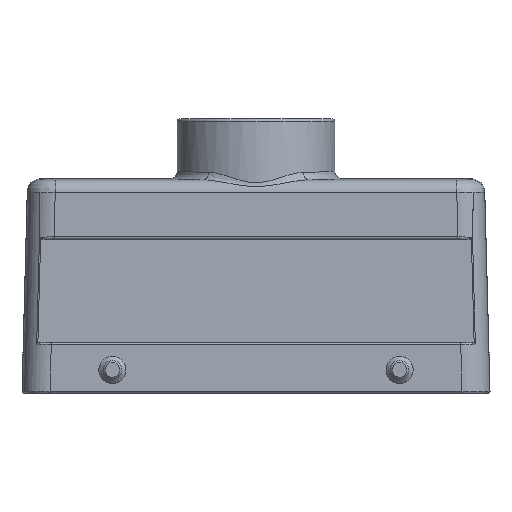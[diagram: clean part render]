
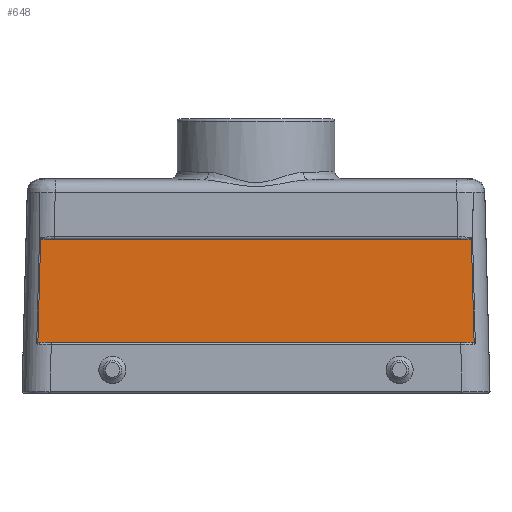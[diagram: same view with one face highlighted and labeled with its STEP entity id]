
A CAD part, front view. The second image highlights one B-rep face of the part: STEP entity #648.
In plain terms, the highlighted planar face has unit normal (0, -1, 0.012).
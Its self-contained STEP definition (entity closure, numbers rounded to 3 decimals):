
#449=FACE_OUTER_BOUND('',#1110,.T.);
#648=ADVANCED_FACE('',(#449),#826,.F.);
#826=PLANE('',#3805);
#1110=EDGE_LOOP('',(#1801,#1802,#1803,#1804,#1805,#1806,#1807,#1808,#1809,
#1810,#1811,#1812));
#1329=B_SPLINE_CURVE_WITH_KNOTS('',3,(#5828,#5829,#5830,#5831,#5832,#5833,
#5834,#5835,#5836,#5837),.UNSPECIFIED.,.F.,.F.,(4,3,3,4),(0.,0.481,
0.914,1.),.UNSPECIFIED.);
#1337=B_SPLINE_CURVE_WITH_KNOTS('',3,(#6115,#6116,#6117,#6118,#6119,#6120,
#6121,#6122,#6123,#6124),.UNSPECIFIED.,.F.,.F.,(4,3,3,4),(0.,0.51,
0.829,1.),.UNSPECIFIED.);
#1342=B_SPLINE_CURVE_WITH_KNOTS('',3,(#6282,#6283,#6284,#6285,#6286,#6287,
#6288),.UNSPECIFIED.,.F.,.F.,(4,3,4),(0.,0.68,1.),
 .UNSPECIFIED.);
#1343=B_SPLINE_CURVE_WITH_KNOTS('',3,(#6359,#6360,#6361,#6362,#6363,#6364,
#6365),.UNSPECIFIED.,.F.,.F.,(4,3,4),(0.,0.622,1.),
 .UNSPECIFIED.);
#1347=B_SPLINE_CURVE_WITH_KNOTS('',3,(#6471,#6472,#6473,#6474,#6475,#6476,
#6477),.UNSPECIFIED.,.F.,.F.,(4,3,4),(0.,0.68,1.),
 .UNSPECIFIED.);
#1348=B_SPLINE_CURVE_WITH_KNOTS('',3,(#6479,#6480,#6481,#6482,#6483,#6484,
#6485,#6486,#6487,#6488),.UNSPECIFIED.,.F.,.F.,(4,3,3,4),(0.,0.481,
0.914,1.),.UNSPECIFIED.);
#1349=B_SPLINE_CURVE_WITH_KNOTS('',3,(#6492,#6493,#6494,#6495,#6496,#6497,
#6498,#6499,#6500,#6501),.UNSPECIFIED.,.F.,.F.,(4,3,3,4),(0.,0.51,
0.829,1.),.UNSPECIFIED.);
#1350=B_SPLINE_CURVE_WITH_KNOTS('',3,(#6503,#6504,#6505,#6506,#6507,#6508,
#6509),.UNSPECIFIED.,.F.,.F.,(4,3,4),(0.,0.622,1.),
 .UNSPECIFIED.);
#1801=ORIENTED_EDGE('',*,*,#3011,.T.);
#1802=ORIENTED_EDGE('',*,*,#3012,.T.);
#1803=ORIENTED_EDGE('',*,*,#3013,.T.);
#1804=ORIENTED_EDGE('',*,*,#3014,.F.);
#1805=ORIENTED_EDGE('',*,*,#3015,.F.);
#1806=ORIENTED_EDGE('',*,*,#3016,.F.);
#1807=ORIENTED_EDGE('',*,*,#3017,.T.);
#1808=ORIENTED_EDGE('',*,*,#3000,.T.);
#1809=ORIENTED_EDGE('',*,*,#2990,.T.);
#1810=ORIENTED_EDGE('',*,*,#2986,.T.);
#1811=ORIENTED_EDGE('',*,*,#2980,.F.);
#1812=ORIENTED_EDGE('',*,*,#2999,.F.);
#2599=VERTEX_POINT('',#5838);
#2600=VERTEX_POINT('',#5839);
#2605=VERTEX_POINT('',#6070);
#2608=VERTEX_POINT('',#6125);
#2613=VERTEX_POINT('',#6281);
#2614=VERTEX_POINT('',#6366);
#2621=VERTEX_POINT('',#6470);
#2622=VERTEX_POINT('',#6478);
#2623=VERTEX_POINT('',#6489);
#2624=VERTEX_POINT('',#6491);
#2625=VERTEX_POINT('',#6502);
#2626=VERTEX_POINT('',#6510);
#2980=EDGE_CURVE('',#2599,#2600,#1329,.T.);
#2986=EDGE_CURVE('',#2605,#2600,#3388,.T.);
#2990=EDGE_CURVE('',#2608,#2605,#1337,.T.);
#2999=EDGE_CURVE('',#2613,#2599,#1342,.T.);
#3000=EDGE_CURVE('',#2614,#2608,#1343,.T.);
#3011=EDGE_CURVE('',#2613,#2621,#3397,.T.);
#3012=EDGE_CURVE('',#2621,#2622,#1347,.T.);
#3013=EDGE_CURVE('',#2622,#2623,#1348,.T.);
#3014=EDGE_CURVE('',#2624,#2623,#3398,.T.);
#3015=EDGE_CURVE('',#2625,#2624,#1349,.T.);
#3016=EDGE_CURVE('',#2626,#2625,#1350,.T.);
#3017=EDGE_CURVE('',#2626,#2614,#3399,.T.);
#3388=LINE('',#6069,#3575);
#3397=LINE('',#6469,#3584);
#3398=LINE('',#6490,#3585);
#3399=LINE('',#6511,#3586);
#3575=VECTOR('',#4349,1.);
#3584=VECTOR('',#4376,1.);
#3585=VECTOR('',#4377,1.);
#3586=VECTOR('',#4378,1.);
#3805=AXIS2_PLACEMENT_3D('',#6512,#4379,#4380);
#4349=DIRECTION('',(-0.026,0.012,1.));
#4376=DIRECTION('',(-1.,0.,0.));
#4377=DIRECTION('',(0.026,0.012,1.));
#4378=DIRECTION('',(1.,0.,0.));
#4379=DIRECTION('',(0.,1.,-0.012));
#4380=DIRECTION('',(0.,0.012,1.));
#5828=CARTESIAN_POINT('',(54.881,-20.174,39.631));
#5829=CARTESIAN_POINT('',(54.979,-20.174,39.648));
#5830=CARTESIAN_POINT('',(55.077,-20.174,39.663));
#5831=CARTESIAN_POINT('',(55.175,-20.173,39.68));
#5832=CARTESIAN_POINT('',(55.263,-20.173,39.695));
#5833=CARTESIAN_POINT('',(55.352,-20.173,39.711));
#5834=CARTESIAN_POINT('',(55.437,-20.173,39.738));
#5835=CARTESIAN_POINT('',(55.454,-20.173,39.743));
#5836=CARTESIAN_POINT('',(55.47,-20.173,39.749));
#5837=CARTESIAN_POINT('',(55.487,-20.173,39.756));
#5838=CARTESIAN_POINT('',(54.881,-20.174,39.631));
#5839=CARTESIAN_POINT('',(55.488,-20.173,39.768));
#6069=CARTESIAN_POINT('',(56.523,-20.66,-0.151));
#6070=CARTESIAN_POINT('',(56.198,-20.501,12.911));
#6115=CARTESIAN_POINT('',(55.622,-20.499,13.042));
#6116=CARTESIAN_POINT('',(55.721,-20.499,13.026));
#6117=CARTESIAN_POINT('',(55.819,-20.499,13.01));
#6118=CARTESIAN_POINT('',(55.917,-20.5,12.992));
#6119=CARTESIAN_POINT('',(55.978,-20.5,12.981));
#6120=CARTESIAN_POINT('',(56.039,-20.5,12.97));
#6121=CARTESIAN_POINT('',(56.099,-20.5,12.954));
#6122=CARTESIAN_POINT('',(56.132,-20.5,12.946));
#6123=CARTESIAN_POINT('',(56.164,-20.5,12.936));
#6124=CARTESIAN_POINT('',(56.194,-20.5,12.923));
#6125=CARTESIAN_POINT('',(55.622,-20.499,13.042));
#6281=CARTESIAN_POINT('',(54.357,-20.175,39.594));
#6282=CARTESIAN_POINT('',(54.357,-20.175,39.594));
#6283=CARTESIAN_POINT('',(54.476,-20.175,39.594));
#6284=CARTESIAN_POINT('',(54.595,-20.174,39.598));
#6285=CARTESIAN_POINT('',(54.714,-20.174,39.61));
#6286=CARTESIAN_POINT('',(54.77,-20.174,39.615));
#6287=CARTESIAN_POINT('',(54.825,-20.174,39.622));
#6288=CARTESIAN_POINT('',(54.881,-20.174,39.631));
#6359=CARTESIAN_POINT('',(55.117,-20.498,13.078));
#6360=CARTESIAN_POINT('',(55.222,-20.498,13.078));
#6361=CARTESIAN_POINT('',(55.328,-20.499,13.075));
#6362=CARTESIAN_POINT('',(55.433,-20.499,13.065));
#6363=CARTESIAN_POINT('',(55.496,-20.499,13.06));
#6364=CARTESIAN_POINT('',(55.56,-20.499,13.052));
#6365=CARTESIAN_POINT('',(55.622,-20.499,13.042));
#6366=CARTESIAN_POINT('',(55.117,-20.498,13.078));
#6469=CARTESIAN_POINT('',(-54.854,-20.175,39.594));
#6470=CARTESIAN_POINT('',(-54.357,-20.175,39.594));
#6471=CARTESIAN_POINT('',(-54.357,-20.175,39.594));
#6472=CARTESIAN_POINT('',(-54.476,-20.175,39.594));
#6473=CARTESIAN_POINT('',(-54.595,-20.174,39.598));
#6474=CARTESIAN_POINT('',(-54.714,-20.174,39.61));
#6475=CARTESIAN_POINT('',(-54.77,-20.174,39.615));
#6476=CARTESIAN_POINT('',(-54.825,-20.174,39.622));
#6477=CARTESIAN_POINT('',(-54.881,-20.174,39.631));
#6478=CARTESIAN_POINT('',(-54.881,-20.174,39.631));
#6479=CARTESIAN_POINT('',(-54.881,-20.174,39.631));
#6480=CARTESIAN_POINT('',(-54.979,-20.174,39.648));
#6481=CARTESIAN_POINT('',(-55.077,-20.174,39.663));
#6482=CARTESIAN_POINT('',(-55.175,-20.173,39.68));
#6483=CARTESIAN_POINT('',(-55.263,-20.173,39.695));
#6484=CARTESIAN_POINT('',(-55.352,-20.173,39.711));
#6485=CARTESIAN_POINT('',(-55.437,-20.173,39.738));
#6486=CARTESIAN_POINT('',(-55.454,-20.173,39.743));
#6487=CARTESIAN_POINT('',(-55.47,-20.173,39.749));
#6488=CARTESIAN_POINT('',(-55.487,-20.173,39.756));
#6489=CARTESIAN_POINT('',(-55.488,-20.173,39.768));
#6490=CARTESIAN_POINT('',(-56.523,-20.66,-0.151));
#6491=CARTESIAN_POINT('',(-56.198,-20.501,12.911));
#6492=CARTESIAN_POINT('',(-55.622,-20.499,13.042));
#6493=CARTESIAN_POINT('',(-55.721,-20.499,13.026));
#6494=CARTESIAN_POINT('',(-55.819,-20.499,13.01));
#6495=CARTESIAN_POINT('',(-55.917,-20.5,12.992));
#6496=CARTESIAN_POINT('',(-55.978,-20.5,12.981));
#6497=CARTESIAN_POINT('',(-56.039,-20.5,12.97));
#6498=CARTESIAN_POINT('',(-56.099,-20.5,12.954));
#6499=CARTESIAN_POINT('',(-56.132,-20.5,12.946));
#6500=CARTESIAN_POINT('',(-56.164,-20.5,12.936));
#6501=CARTESIAN_POINT('',(-56.194,-20.5,12.923));
#6502=CARTESIAN_POINT('',(-55.622,-20.499,13.042));
#6503=CARTESIAN_POINT('',(-55.117,-20.498,13.078));
#6504=CARTESIAN_POINT('',(-55.222,-20.498,13.078));
#6505=CARTESIAN_POINT('',(-55.328,-20.499,13.075));
#6506=CARTESIAN_POINT('',(-55.433,-20.499,13.065));
#6507=CARTESIAN_POINT('',(-55.496,-20.499,13.06));
#6508=CARTESIAN_POINT('',(-55.56,-20.499,13.052));
#6509=CARTESIAN_POINT('',(-55.622,-20.499,13.042));
#6510=CARTESIAN_POINT('',(-55.117,-20.498,13.078));
#6511=CARTESIAN_POINT('',(-54.854,-20.498,13.078));
#6512=CARTESIAN_POINT('',(-54.854,-20.5,12.988));
